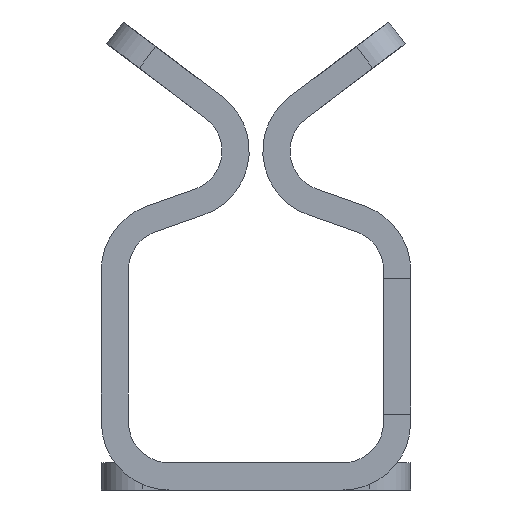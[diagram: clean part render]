
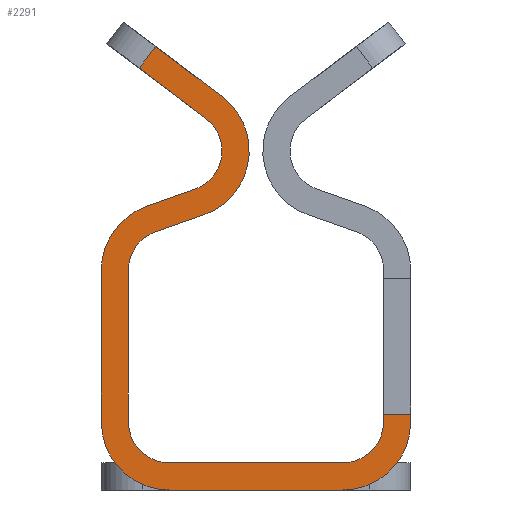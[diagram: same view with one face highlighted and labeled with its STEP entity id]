
A CAD part, left-side view. The second image highlights one B-rep face of the part: STEP entity #2291.
In plain terms, the highlighted planar face has unit normal (-1, 0, 0).
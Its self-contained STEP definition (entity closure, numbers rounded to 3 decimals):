
#393 = VERTEX_POINT('',#394);
#394 = CARTESIAN_POINT('',(-4.394,0.74,3.244));
#427 = VERTEX_POINT('',#428);
#428 = CARTESIAN_POINT('',(-4.394,0.249,2.874));
#434 = EDGE_CURVE('',#427,#393,#435,.T.);
#435 = LINE('',#436,#437);
#436 = CARTESIAN_POINT('',(-4.394,0.249,2.874));
#437 = VECTOR('',#438,1.);
#438 = DIRECTION('',(0.,0.799,0.602)
  );
#449 = EDGE_CURVE('',#450,#427,#452,.T.);
#450 = VERTEX_POINT('',#451);
#451 = CARTESIAN_POINT('',(-4.394,0.384,2.003));
#452 = CIRCLE('',#453,0.5);
#453 = AXIS2_PLACEMENT_3D('',#454,#455,#456);
#454 = CARTESIAN_POINT('',(-4.394,0.55,2.475));
#455 = DIRECTION('',(-1.,0.,0.));
#456 = DIRECTION('',(0.,-0.333,-0.943)
  );
#742 = VERTEX_POINT('',#743);
#743 = CARTESIAN_POINT('',(-4.394,0.64,-0.025));
#749 = EDGE_CURVE('',#750,#742,#752,.T.);
#750 = VERTEX_POINT('',#751);
#751 = CARTESIAN_POINT('',(-4.394,1.14,0.475));
#752 = CIRCLE('',#753,0.5);
#753 = AXIS2_PLACEMENT_3D('',#754,#755,#756);
#754 = CARTESIAN_POINT('',(-4.394,0.64,0.475));
#755 = DIRECTION('',(-1.,0.,0.));
#756 = DIRECTION('',(0.,1.,0.));
#807 = VERTEX_POINT('',#808);
#808 = CARTESIAN_POINT('',(-4.394,1.14,1.595));
#814 = EDGE_CURVE('',#807,#750,#815,.T.);
#815 = LINE('',#816,#817);
#816 = CARTESIAN_POINT('',(-4.394,1.14,1.595));
#817 = VECTOR('',#818,1.);
#818 = DIRECTION('',(0.,0.,-1.));
#854 = EDGE_CURVE('',#855,#807,#857,.T.);
#855 = VERTEX_POINT('',#856);
#856 = CARTESIAN_POINT('',(-4.394,0.806,2.067));
#857 = CIRCLE('',#858,0.5);
#858 = AXIS2_PLACEMENT_3D('',#859,#860,#861);
#859 = CARTESIAN_POINT('',(-4.394,0.64,1.595));
#860 = DIRECTION('',(-1.,0.,0.));
#861 = DIRECTION('',(0.,0.333,0.943)
  );
#905 = VERTEX_POINT('',#906);
#906 = CARTESIAN_POINT('',(-4.394,0.45,2.192));
#912 = EDGE_CURVE('',#905,#855,#913,.T.);
#913 = LINE('',#914,#915);
#914 = CARTESIAN_POINT('',(-4.394,0.45,2.192));
#915 = VECTOR('',#916,1.);
#916 = DIRECTION('',(0.,0.943,-0.333)
  );
#953 = VERTEX_POINT('',#954);
#954 = CARTESIAN_POINT('',(-4.394,0.369,2.715));
#960 = EDGE_CURVE('',#953,#905,#961,.T.);
#961 = CIRCLE('',#962,0.3);
#962 = AXIS2_PLACEMENT_3D('',#963,#964,#965);
#963 = CARTESIAN_POINT('',(-4.394,0.55,2.475));
#964 = DIRECTION('',(1.,0.,0.));
#965 = DIRECTION('',(0.,-0.602,0.799
    ));
#1036 = VERTEX_POINT('',#1037);
#1037 = CARTESIAN_POINT('',(-4.394,0.86,3.085));
#1046 = EDGE_CURVE('',#1036,#953,#1047,.T.);
#1047 = LINE('',#1048,#1049);
#1048 = CARTESIAN_POINT('',(-4.394,0.86,3.085));
#1049 = VECTOR('',#1050,1.);
#1050 = DIRECTION('',(0.,-0.799,
    -0.602));
#1317 = VERTEX_POINT('',#1318);
#1318 = CARTESIAN_POINT('',(-4.394,-1.14,0.475));
#1324 = EDGE_CURVE('',#1325,#1317,#1327,.T.);
#1325 = VERTEX_POINT('',#1326);
#1326 = CARTESIAN_POINT('',(-4.394,-0.64,-0.025));
#1327 = CIRCLE('',#1328,0.5);
#1328 = AXIS2_PLACEMENT_3D('',#1329,#1330,#1331);
#1329 = CARTESIAN_POINT('',(-4.394,-0.64,0.475));
#1330 = DIRECTION('',(-1.,0.,0.));
#1331 = DIRECTION('',(0.,0.,-1.));
#1475 = EDGE_CURVE('',#742,#1325,#1476,.T.);
#1476 = LINE('',#1477,#1478);
#1477 = CARTESIAN_POINT('',(-4.394,0.64,-0.025));
#1478 = VECTOR('',#1479,1.);
#1479 = DIRECTION('',(0.,-1.,0.));
#1702 = VERTEX_POINT('',#1703);
#1703 = CARTESIAN_POINT('',(-4.394,-0.64,0.175));
#1709 = EDGE_CURVE('',#1702,#1710,#1712,.T.);
#1710 = VERTEX_POINT('',#1711);
#1711 = CARTESIAN_POINT('',(-4.394,0.64,0.175));
#1712 = LINE('',#1713,#1714);
#1713 = CARTESIAN_POINT('',(-4.394,-0.64,0.175));
#1714 = VECTOR('',#1715,1.);
#1715 = DIRECTION('',(0.,1.,0.));
#2060 = VERTEX_POINT('',#2061);
#2061 = CARTESIAN_POINT('',(-4.394,-0.94,0.475));
#2067 = EDGE_CURVE('',#2060,#1702,#2068,.T.);
#2068 = CIRCLE('',#2069,0.3);
#2069 = AXIS2_PLACEMENT_3D('',#2070,#2071,#2072);
#2070 = CARTESIAN_POINT('',(-4.394,-0.64,0.475));
#2071 = DIRECTION('',(1.,0.,0.));
#2072 = DIRECTION('',(0.,-1.,0.));
#2127 = VERTEX_POINT('',#2128);
#2128 = CARTESIAN_POINT('',(-4.394,-0.94,0.535));
#2134 = EDGE_CURVE('',#2127,#2060,#2135,.T.);
#2135 = LINE('',#2136,#2137);
#2136 = CARTESIAN_POINT('',(-4.394,-0.94,0.535));
#2137 = VECTOR('',#2138,1.);
#2138 = DIRECTION('',(0.,0.,-1.));
#2291 = ADVANCED_FACE('',(#2292),#2359,.T.);
#2292 = FACE_BOUND('',#2293,.F.);
#2293 = EDGE_LOOP('',(#2294,#2300,#2301,#2302,#2310,#2319,#2327,#2334,
    #2335,#2336,#2337,#2345,#2351,#2352,#2353,#2354,#2355,#2356,#2357,
    #2358));
#2294 = ORIENTED_EDGE('',*,*,#2295,.F.);
#2295 = EDGE_CURVE('',#393,#1036,#2296,.T.);
#2296 = LINE('',#2297,#2298);
#2297 = CARTESIAN_POINT('',(-4.394,0.74,3.244));
#2298 = VECTOR('',#2299,1.);
#2299 = DIRECTION('',(0.,0.602,-0.799
    ));
#2300 = ORIENTED_EDGE('',*,*,#434,.F.);
#2301 = ORIENTED_EDGE('',*,*,#449,.F.);
#2302 = ORIENTED_EDGE('',*,*,#2303,.F.);
#2303 = EDGE_CURVE('',#2304,#450,#2306,.T.);
#2304 = VERTEX_POINT('',#2305);
#2305 = CARTESIAN_POINT('',(-4.394,0.74,1.878));
#2306 = LINE('',#2307,#2308);
#2307 = CARTESIAN_POINT('',(-4.394,0.74,1.878));
#2308 = VECTOR('',#2309,1.);
#2309 = DIRECTION('',(0.,-0.943,
    0.333));
#2310 = ORIENTED_EDGE('',*,*,#2311,.F.);
#2311 = EDGE_CURVE('',#2312,#2304,#2314,.T.);
#2312 = VERTEX_POINT('',#2313);
#2313 = CARTESIAN_POINT('',(-4.394,0.94,1.595));
#2314 = CIRCLE('',#2315,0.3);
#2315 = AXIS2_PLACEMENT_3D('',#2316,#2317,#2318);
#2316 = CARTESIAN_POINT('',(-4.394,0.64,1.595));
#2317 = DIRECTION('',(1.,0.,0.));
#2318 = DIRECTION('',(0.,1.,0.));
#2319 = ORIENTED_EDGE('',*,*,#2320,.F.);
#2320 = EDGE_CURVE('',#2321,#2312,#2323,.T.);
#2321 = VERTEX_POINT('',#2322);
#2322 = CARTESIAN_POINT('',(-4.394,0.94,0.475));
#2323 = LINE('',#2324,#2325);
#2324 = CARTESIAN_POINT('',(-4.394,0.94,0.475));
#2325 = VECTOR('',#2326,1.);
#2326 = DIRECTION('',(0.,0.,1.));
#2327 = ORIENTED_EDGE('',*,*,#2328,.F.);
#2328 = EDGE_CURVE('',#1710,#2321,#2329,.T.);
#2329 = CIRCLE('',#2330,0.3);
#2330 = AXIS2_PLACEMENT_3D('',#2331,#2332,#2333);
#2331 = CARTESIAN_POINT('',(-4.394,0.64,0.475));
#2332 = DIRECTION('',(1.,0.,0.));
#2333 = DIRECTION('',(0.,0.,-1.));
#2334 = ORIENTED_EDGE('',*,*,#1709,.F.);
#2335 = ORIENTED_EDGE('',*,*,#2067,.F.);
#2336 = ORIENTED_EDGE('',*,*,#2134,.F.);
#2337 = ORIENTED_EDGE('',*,*,#2338,.F.);
#2338 = EDGE_CURVE('',#2339,#2127,#2341,.T.);
#2339 = VERTEX_POINT('',#2340);
#2340 = CARTESIAN_POINT('',(-4.394,-1.14,0.535));
#2341 = LINE('',#2342,#2343);
#2342 = CARTESIAN_POINT('',(-4.394,-1.14,0.535));
#2343 = VECTOR('',#2344,1.);
#2344 = DIRECTION('',(0.,1.,0.));
#2345 = ORIENTED_EDGE('',*,*,#2346,.F.);
#2346 = EDGE_CURVE('',#1317,#2339,#2347,.T.);
#2347 = LINE('',#2348,#2349);
#2348 = CARTESIAN_POINT('',(-4.394,-1.14,0.475));
#2349 = VECTOR('',#2350,1.);
#2350 = DIRECTION('',(0.,0.,1.));
#2351 = ORIENTED_EDGE('',*,*,#1324,.F.);
#2352 = ORIENTED_EDGE('',*,*,#1475,.F.);
#2353 = ORIENTED_EDGE('',*,*,#749,.F.);
#2354 = ORIENTED_EDGE('',*,*,#814,.F.);
#2355 = ORIENTED_EDGE('',*,*,#854,.F.);
#2356 = ORIENTED_EDGE('',*,*,#912,.F.);
#2357 = ORIENTED_EDGE('',*,*,#960,.F.);
#2358 = ORIENTED_EDGE('',*,*,#1046,.F.);
#2359 = PLANE('',#2360);
#2360 = AXIS2_PLACEMENT_3D('',#2361,#2362,#2363);
#2361 = CARTESIAN_POINT('',(-4.394,0.,-0.025));
#2362 = DIRECTION('',(-1.,0.,0.));
#2363 = DIRECTION('',(0.,-1.,0.));
